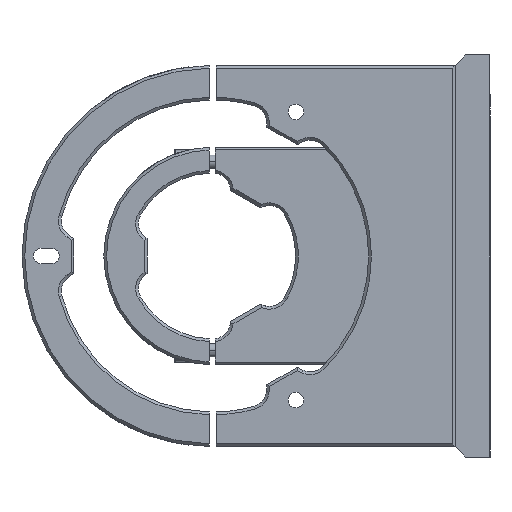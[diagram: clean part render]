
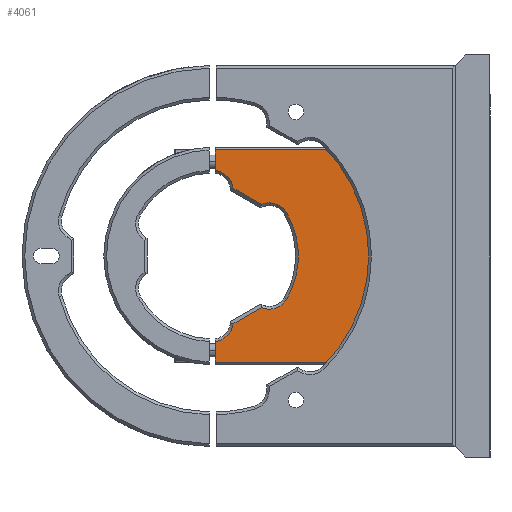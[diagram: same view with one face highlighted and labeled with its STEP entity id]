
A CAD part, left-side view. The second image highlights one B-rep face of the part: STEP entity #4061.
In plain terms, the highlighted planar face has unit normal (-1, 0, 0).
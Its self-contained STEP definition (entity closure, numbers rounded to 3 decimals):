
#236 = VERTEX_POINT ( 'NONE', #9685 ) ;
#301 = VECTOR ( 'NONE', #10162, 1000. ) ;
#330 = ORIENTED_EDGE ( 'NONE', *, *, #7895, .F. ) ;
#363 = VECTOR ( 'NONE', #674, 1000. ) ;
#403 = VERTEX_POINT ( 'NONE', #1299 ) ;
#472 = EDGE_CURVE ( 'NONE', #574, #1586, #2293, .T. ) ;
#574 = VERTEX_POINT ( 'NONE', #1898 ) ;
#577 = CARTESIAN_POINT ( 'NONE',  ( 152., -7.571, 14.87 ) ) ;
#611 = FACE_OUTER_BOUND ( 'NONE', #850, .T. ) ;
#613 = DIRECTION ( 'NONE',  ( 0., 0., 1. ) ) ;
#645 = VECTOR ( 'NONE', #613, 1000. ) ;
#650 = CARTESIAN_POINT ( 'NONE',  ( 152., 6.473, -30.6 ) ) ;
#674 = DIRECTION ( 'NONE',  ( 0., 0., 1. ) ) ;
#677 = CIRCLE ( 'NONE', #3150, 5.8 ) ;
#716 = CARTESIAN_POINT ( 'NONE',  ( 152., -9.846, 9.535 ) ) ;
#850 = EDGE_LOOP ( 'NONE', ( #1431, #7626, #8006, #1567, #6174, #2476, #1526, #8667, #7019, #4069, #1630, #2401, #330 ) ) ;
#859 = VERTEX_POINT ( 'NONE', #4761 ) ;
#1023 = CARTESIAN_POINT ( 'NONE',  ( 152., 6.375, -18.9 ) ) ;
#1091 = CARTESIAN_POINT ( 'NONE',  ( 152., 6.375, 18.9 ) ) ;
#1299 = CARTESIAN_POINT ( 'NONE',  ( 152., -14.853, 12.461 ) ) ;
#1303 = DIRECTION ( 'NONE',  ( 0., 0., -1. ) ) ;
#1316 = CARTESIAN_POINT ( 'NONE',  ( 152., -9.846, -9.535 ) ) ;
#1370 = EDGE_CURVE ( 'NONE', #9945, #236, #8293, .T. ) ;
#1431 = ORIENTED_EDGE ( 'NONE', *, *, #5572, .T. ) ;
#1484 = EDGE_CURVE ( 'NONE', #3939, #403, #677, .T. ) ;
#1526 = ORIENTED_EDGE ( 'NONE', *, *, #9797, .T. ) ;
#1567 = ORIENTED_EDGE ( 'NONE', *, *, #5221, .F. ) ;
#1586 = VERTEX_POINT ( 'NONE', #5468 ) ;
#1592 = DIRECTION ( 'NONE',  ( 1., 0., 0. ) ) ;
#1630 = ORIENTED_EDGE ( 'NONE', *, *, #2807, .T. ) ;
#1685 = EDGE_CURVE ( 'NONE', #859, #3899, #9387, .T. ) ;
#1898 = CARTESIAN_POINT ( 'NONE',  ( 152., 0.617, -19.598 ) ) ;
#1929 = CARTESIAN_POINT ( 'NONE',  ( 152., -6.961, 15.222 ) ) ;
#2055 = CARTESIAN_POINT ( 'NONE',  ( 152., -62.727, -30.6 ) ) ;
#2160 = DIRECTION ( 'NONE',  ( 1., 0., 0. ) ) ;
#2171 = EDGE_CURVE ( 'NONE', #3668, #4056, #8804, .T. ) ;
#2293 = CIRCLE ( 'NONE', #3598, 5.8 ) ;
#2401 = ORIENTED_EDGE ( 'NONE', *, *, #472, .T. ) ;
#2476 = ORIENTED_EDGE ( 'NONE', *, *, #6235, .T. ) ;
#2477 = DIRECTION ( 'NONE',  ( 0., 0.866, -0.5 ) ) ;
#2559 = VECTOR ( 'NONE', #2477, 1000. ) ;
#2807 = EDGE_CURVE ( 'NONE', #4056, #574, #7052, .T. ) ;
#2929 = CARTESIAN_POINT ( 'NONE',  ( 152., -7.571, -14.87 ) ) ;
#2955 = CIRCLE ( 'NONE', #7054, 24.7 ) ;
#3150 = AXIS2_PLACEMENT_3D ( 'NONE', #6899, #7519, #1303 ) ;
#3160 = VECTOR ( 'NONE', #4234, 1000. ) ;
#3223 = DIRECTION ( 'NONE',  ( 0., 0., -1. ) ) ;
#3337 = DIRECTION ( 'NONE',  ( 0., 0., -1. ) ) ;
#3391 = CARTESIAN_POINT ( 'NONE',  ( 152., 5.723, -30.6 ) ) ;
#3598 = AXIS2_PLACEMENT_3D ( 'NONE', #1023, #5744, #3223 ) ;
#3668 = VERTEX_POINT ( 'NONE', #3905 ) ;
#3705 = AXIS2_PLACEMENT_3D ( 'NONE', #1316, #5122, #3337 ) ;
#3766 = VERTEX_POINT ( 'NONE', #3391 ) ;
#3899 = VERTEX_POINT ( 'NONE', #8227 ) ;
#3905 = CARTESIAN_POINT ( 'NONE',  ( 152., -14.853, -12.461 ) ) ;
#3939 = VERTEX_POINT ( 'NONE', #5151 ) ;
#3947 = DIRECTION ( 'NONE',  ( 0., 0., -1. ) ) ;
#4042 = EDGE_CURVE ( 'NONE', #236, #9474, #6938, .T. ) ;
#4056 = VERTEX_POINT ( 'NONE', #2929 ) ;
#4061 = ADVANCED_FACE ( 'NONE', ( #611 ), #9200, .F. ) ;
#4069 = ORIENTED_EDGE ( 'NONE', *, *, #2171, .T. ) ;
#4172 = CARTESIAN_POINT ( 'NONE',  ( 152., 5.723, 30.6 ) ) ;
#4234 = DIRECTION ( 'NONE',  ( 0., -0.866, -0.5 ) ) ;
#4562 = LINE ( 'NONE', #650, #301 ) ;
#4631 = CARTESIAN_POINT ( 'NONE',  ( 152., 5.723, 65.904 ) ) ;
#4761 = CARTESIAN_POINT ( 'NONE',  ( 152., 5.723, 24.663 ) ) ;
#4776 = CARTESIAN_POINT ( 'NONE',  ( 152., 6.473, 0. ) ) ;
#4951 = VECTOR ( 'NONE', #10170, 1000. ) ;
#5043 = DIRECTION ( 'NONE',  ( 1., 0., 0. ) ) ;
#5122 = DIRECTION ( 'NONE',  ( 1., 0., 0. ) ) ;
#5151 = CARTESIAN_POINT ( 'NONE',  ( 152., -9.846, 15.335 ) ) ;
#5221 = EDGE_CURVE ( 'NONE', #859, #9474, #9204, .T. ) ;
#5298 = DIRECTION ( 'NONE',  ( 0., 0., -1. ) ) ;
#5468 = CARTESIAN_POINT ( 'NONE',  ( 152., 5.723, -24.663 ) ) ;
#5572 = EDGE_CURVE ( 'NONE', #3766, #9945, #4562, .T. ) ;
#5594 = DIRECTION ( 'NONE',  ( 0., 0., -1. ) ) ;
#5744 = DIRECTION ( 'NONE',  ( 1., 0., 0. ) ) ;
#6174 = ORIENTED_EDGE ( 'NONE', *, *, #1685, .T. ) ;
#6235 = EDGE_CURVE ( 'NONE', #3899, #7843, #8925, .T. ) ;
#6733 = AXIS2_PLACEMENT_3D ( 'NONE', #716, #6991, #3947 ) ;
#6899 = CARTESIAN_POINT ( 'NONE',  ( 152., -9.846, 9.535 ) ) ;
#6938 = LINE ( 'NONE', #7611, #4951 ) ;
#6990 = CARTESIAN_POINT ( 'NONE',  ( 152., 6.473, 0. ) ) ;
#6991 = DIRECTION ( 'NONE',  ( 1., 0., 0. ) ) ;
#7019 = ORIENTED_EDGE ( 'NONE', *, *, #9756, .T. ) ;
#7052 = LINE ( 'NONE', #8691, #2559 ) ;
#7054 = AXIS2_PLACEMENT_3D ( 'NONE', #4776, #1592, #5594 ) ;
#7255 = DIRECTION ( 'NONE',  ( 0., 0., -1. ) ) ;
#7322 = DIRECTION ( 'NONE',  ( 0., 0., 1. ) ) ;
#7410 = VECTOR ( 'NONE', #7322, 1000. ) ;
#7519 = DIRECTION ( 'NONE',  ( 1., 0., 0. ) ) ;
#7564 = CARTESIAN_POINT ( 'NONE',  ( 152., 5.723, 65.904 ) ) ;
#7611 = CARTESIAN_POINT ( 'NONE',  ( 152., 6.473, 30.6 ) ) ;
#7626 = ORIENTED_EDGE ( 'NONE', *, *, #1370, .T. ) ;
#7843 = VERTEX_POINT ( 'NONE', #577 ) ;
#7895 = EDGE_CURVE ( 'NONE', #3766, #1586, #8390, .T. ) ;
#7899 = AXIS2_PLACEMENT_3D ( 'NONE', #1091, #5043, #7255 ) ;
#8006 = ORIENTED_EDGE ( 'NONE', *, *, #4042, .T. ) ;
#8189 = CARTESIAN_POINT ( 'NONE',  ( 152., -62.727, 30.6 ) ) ;
#8227 = CARTESIAN_POINT ( 'NONE',  ( 152., 0.617, 19.598 ) ) ;
#8235 = AXIS2_PLACEMENT_3D ( 'NONE', #6990, #2160, #5298 ) ;
#8293 = LINE ( 'NONE', #8189, #7410 ) ;
#8390 = LINE ( 'NONE', #7564, #363 ) ;
#8667 = ORIENTED_EDGE ( 'NONE', *, *, #1484, .T. ) ;
#8691 = CARTESIAN_POINT ( 'NONE',  ( 152., 0.007, -19.246 ) ) ;
#8804 = CIRCLE ( 'NONE', #3705, 5.8 ) ;
#8861 = CIRCLE ( 'NONE', #6733, 5.8 ) ;
#8925 = LINE ( 'NONE', #1929, #3160 ) ;
#9200 = PLANE ( 'NONE',  #8235 ) ;
#9204 = LINE ( 'NONE', #4631, #645 ) ;
#9387 = CIRCLE ( 'NONE', #7899, 5.8 ) ;
#9474 = VERTEX_POINT ( 'NONE', #4172 ) ;
#9685 = CARTESIAN_POINT ( 'NONE',  ( 152., -62.727, 30.6 ) ) ;
#9756 = EDGE_CURVE ( 'NONE', #403, #3668, #2955, .T. ) ;
#9797 = EDGE_CURVE ( 'NONE', #7843, #3939, #8861, .T. ) ;
#9945 = VERTEX_POINT ( 'NONE', #2055 ) ;
#10162 = DIRECTION ( 'NONE',  ( 0., -1., 0. ) ) ;
#10170 = DIRECTION ( 'NONE',  ( 0., 1., 0. ) ) ;
